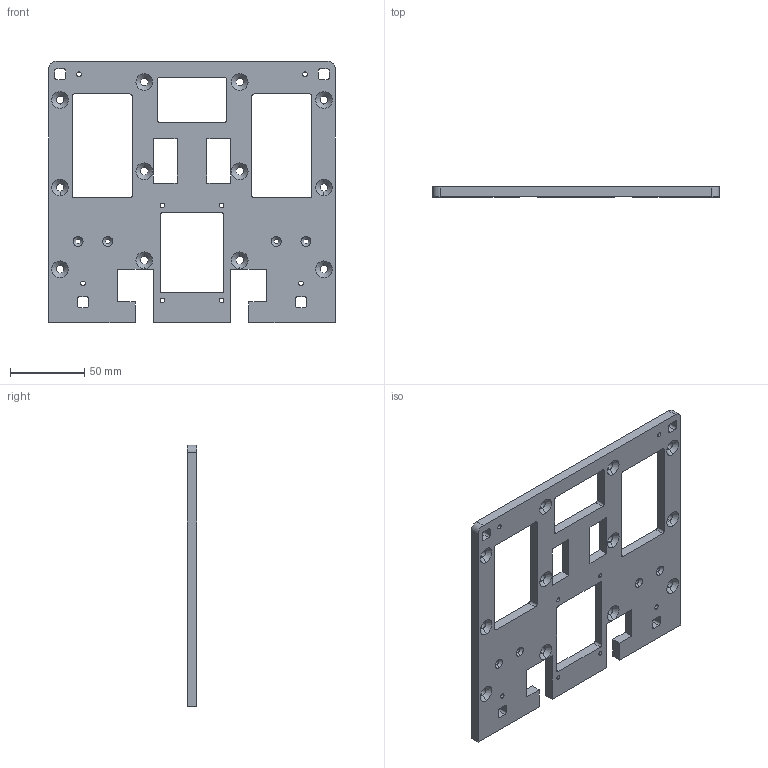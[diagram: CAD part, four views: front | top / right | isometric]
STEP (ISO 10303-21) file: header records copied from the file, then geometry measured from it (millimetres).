
FILE_DESCRIPTION (( 'STEP AP214' ), '1' );
FILE_NAME ('monobloco.STEP', '2020-08-24T02:10:47', ( '' ), ( '' ), 'SwSTEP 2.0', 'SolidWorks 2018', '' );
FILE_SCHEMA (( 'AUTOMOTIVE_DESIGN' ));
Length unit declared in the file: millimetre
Products named in the file (1): monobloco
Bounding box: 193 x 6.5 x 176 mm (x, y, z)
Volume: 139401.2 mm3; surface area: 58091.4 mm2
Topology: 1 solids, 1 shells, 172 faces, 478 edges, 308 vertices
Faces by surface type: cylinder 82, plane 58, cone 32
Entity records: 5712 total; most frequent: DIRECTION 1020, CARTESIAN_POINT 959, ORIENTED_EDGE 956, EDGE_CURVE 478, AXIS2_PLACEMENT_3D 369, VERTEX_POINT 308, VECTOR 282, LINE 282
